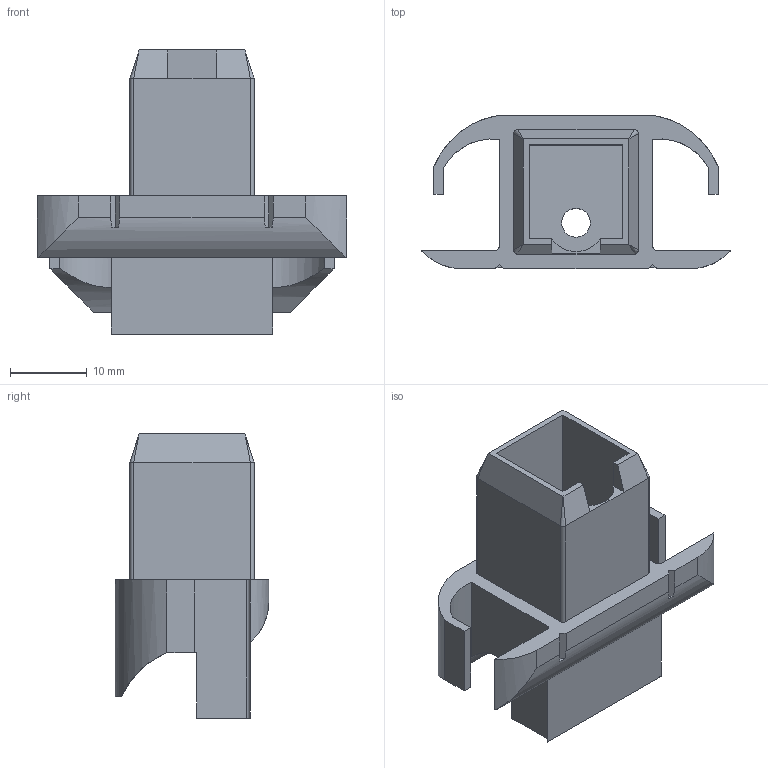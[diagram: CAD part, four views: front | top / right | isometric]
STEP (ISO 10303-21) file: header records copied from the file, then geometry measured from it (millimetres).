
FILE_DESCRIPTION(('STEP AP203'),'2;1');
FILE_NAME('XF30004G.stp','2011-02-02T11:26:32',(''),(''),'2009.3.110','THINKDESIGN','');
FILE_SCHEMA(('CONFIG_CONTROL_DESIGN'));
Length unit declared in the file: millimetre
Bounding box: 40.33 x 20 x 37 mm (x, y, z)
Volume: 6874.1 mm3; surface area: 5685.2 mm2
Topology: 1 solids, 1 shells, 73 faces, 196 edges, 122 vertices
Faces by surface type: plane 46, cylinder 18, bspline 9
Full cylindrical faces by diameter (mm): 3.75 x1
Entity records: 2885 total; most frequent: CARTESIAN_POINT 1012, ORIENTED_EDGE 384, DIRECTION 344, EDGE_CURVE 192, VECTOR 136, LINE 136, VERTEX_POINT 122, AXIS2_PLACEMENT_3D 104
